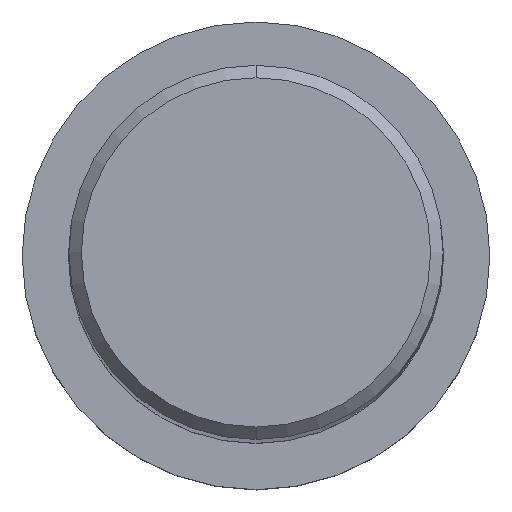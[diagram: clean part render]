
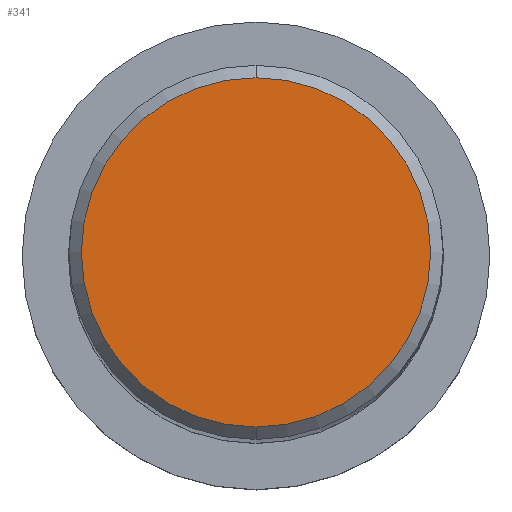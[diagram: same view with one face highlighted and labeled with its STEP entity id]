
A CAD part, top view. The second image highlights one B-rep face of the part: STEP entity #341.
In plain terms, the highlighted planar face has unit normal (0, 0, 1).
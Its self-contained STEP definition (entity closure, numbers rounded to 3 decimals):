
#213=VERTEX_POINT('',#555);
#303=EDGE_CURVE('',#213,#403,#658,.T.);
#341=ADVANCED_FACE('',(#697),#698,.T.);
#403=VERTEX_POINT('',#767);
#471=EDGE_CURVE('',#403,#213,#842,.T.);
#555=CARTESIAN_POINT('',(0.,-16.8,0.0));
#658=CIRCLE('',#1121,16.8);
#697=FACE_OUTER_BOUND('',#1170,.T.);
#698=PLANE('',#1171);
#767=CARTESIAN_POINT('',(0.0,16.8,0.0));
#842=CIRCLE('',#1607,16.8);
#1121=AXIS2_PLACEMENT_3D('',#1922,#1923,#1924);
#1170=EDGE_LOOP('',(#1949,#1950));
#1171=AXIS2_PLACEMENT_3D('',#1951,#1952,#1953);
#1607=AXIS2_PLACEMENT_3D('',#2117,#2118,#2119);
#1922=CARTESIAN_POINT('',(0.0,0.0,0.0));
#1923=DIRECTION('',(0.0,0.0,-1.0));
#1924=DIRECTION('',(0.0,1.0,0.0));
#1949=ORIENTED_EDGE('',*,*,#471,.F.);
#1950=ORIENTED_EDGE('',*,*,#303,.F.);
#1951=CARTESIAN_POINT('',(0.0,8.4,0.0));
#1952=DIRECTION('',(-0.0,0.0,1.0));
#1953=DIRECTION('',(0.0,-1.0,0.0));
#2117=CARTESIAN_POINT('',(0.0,0.0,0.0));
#2118=DIRECTION('',(0.0,0.0,-1.0));
#2119=DIRECTION('',(0.0,1.0,0.0));
